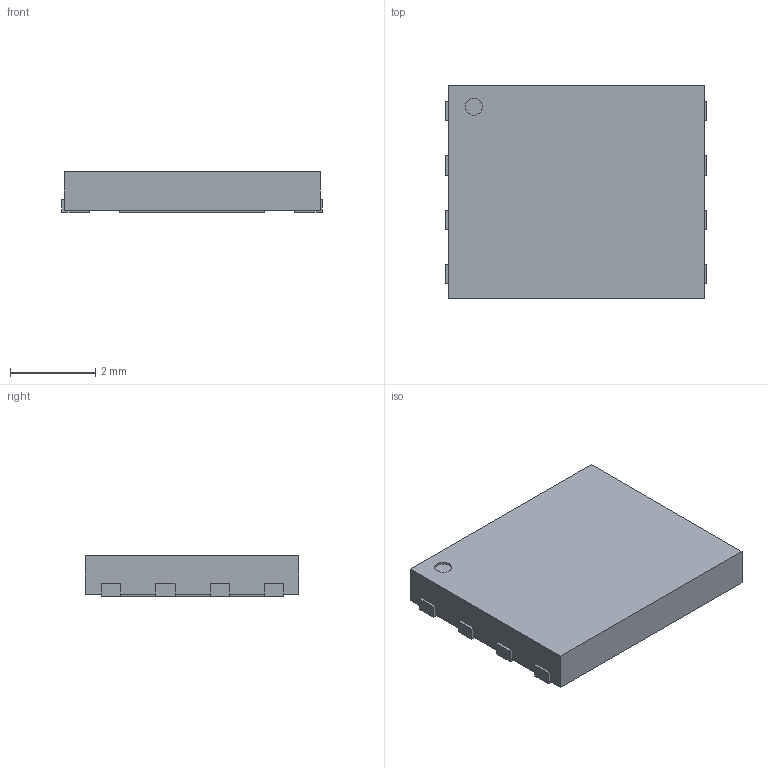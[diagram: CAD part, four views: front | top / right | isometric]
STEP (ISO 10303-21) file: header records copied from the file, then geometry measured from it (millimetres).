
FILE_DESCRIPTION(('FreeCAD Model'),'2;1');
FILE_NAME('DFN-8-6x5mm.step', '2016-06-17T11:39:23',('Author'),(''), 'Open CASCADE STEP processor 6.8','FreeCAD','Unknown');
FILE_SCHEMA(('AUTOMOTIVE_DESIGN_CC2 { 1 2 10303 214 -1 1 5 4 }'));
Length unit declared in the file: inch
Products named in the file (3): ASSEMBLY; pads; body
Assembly tree (2 placements, depth 2):
  ASSEMBLY
    pads
    body
Bounding box: 6.1 x 5 x 0.95 mm (x, y, z)
Surface area: 121.5 mm2
Topology: 10 solids, 10 shells, 63 faces, 126 edges, 84 vertices
Faces by surface type: plane 62, cylinder 1
Full cylindrical faces by diameter (mm): 0.4 x1
Entity records: 3419 total; most frequent: CARTESIAN_POINT 534, DIRECTION 511, LINE 374, VECTOR 374, ORIENTED_EDGE 252, PCURVE 252, DEFINITIONAL_REPRESENTATION 252, EDGE_CURVE 126
